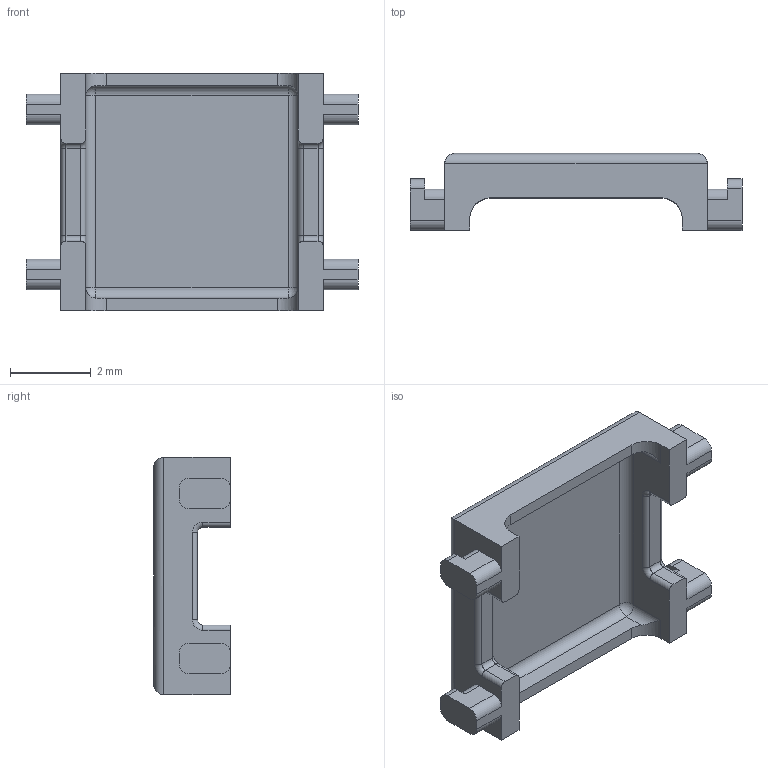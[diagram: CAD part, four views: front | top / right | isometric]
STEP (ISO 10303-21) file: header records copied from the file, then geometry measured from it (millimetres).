
FILE_DESCRIPTION (( 'STEP AP214' ), '1' );
FILE_NAME ('TOR_0889.STEP', '2019-02-01T15:16:18', ( '' ), ( '' ), 'SwSTEP 2.0', 'SolidWorks 2017', '' );
FILE_SCHEMA (( 'AUTOMOTIVE_DESIGN' ));
Length unit declared in the file: millimetre
Products named in the file (2): 250-0889_6A; TOR_0889
Assembly tree (1 placements, depth 2):
  TOR_0889
    250-0889_6A
Bounding box: 8.22 x 1.9 x 5.87 mm (x, y, z)
Volume: 29 mm3; surface area: 139.8 mm2
Topology: 1 solids, 1 shells, 114 faces, 308 edges, 192 vertices
Faces by surface type: cylinder 56, plane 46, torus 8, sphere 4
Entity records: 3618 total; most frequent: CARTESIAN_POINT 646, DIRECTION 640, ORIENTED_EDGE 608, EDGE_CURVE 304, AXIS2_PLACEMENT_3D 226, VERTEX_POINT 192, LINE 188, VECTOR 188
